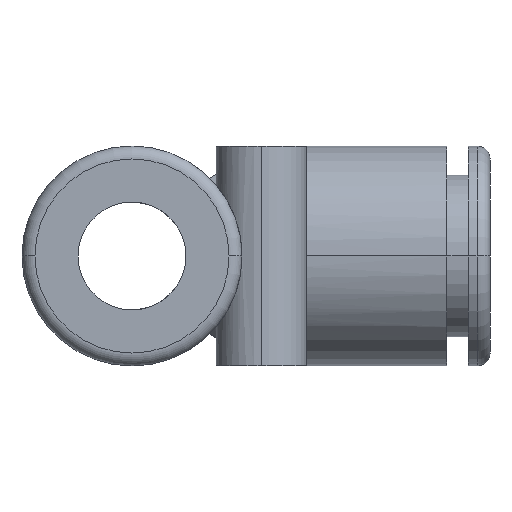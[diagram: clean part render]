
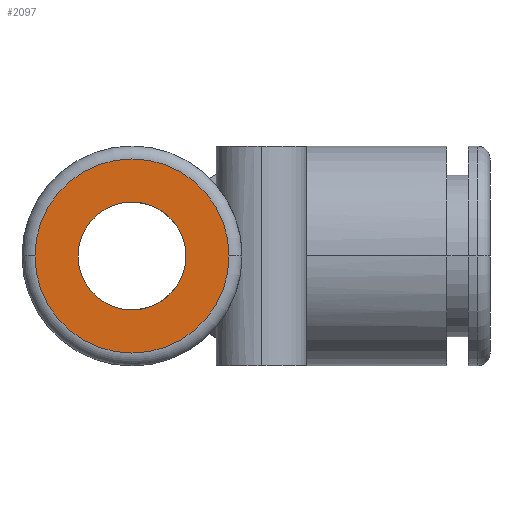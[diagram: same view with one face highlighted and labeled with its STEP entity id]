
A CAD part, left-side view. The second image highlights one B-rep face of the part: STEP entity #2097.
In plain terms, the highlighted planar face has unit normal (-1, 0, 0).
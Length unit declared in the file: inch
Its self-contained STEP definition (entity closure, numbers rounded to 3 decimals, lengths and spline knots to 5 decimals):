
#960=CARTESIAN_POINT('',(-0.83,0.,0.));
#961=DIRECTION('',(-1.,0.,0.));
#962=DIRECTION('',(0.,1.,0.));
#963=AXIS2_PLACEMENT_3D('',#960,#961,#962);
#975=CARTESIAN_POINT('',(-0.83,0.,0.));
#976=DIRECTION('',(-1.,0.,0.));
#977=DIRECTION('',(0.,-1.,0.));
#978=AXIS2_PLACEMENT_3D('',#975,#976,#977);
#980=CARTESIAN_POINT('',(-0.83,0.,0.));
#981=DIRECTION('',(-1.,0.,0.));
#982=DIRECTION('',(0.,1.,0.));
#983=AXIS2_PLACEMENT_3D('',#980,#981,#982);
#985=CARTESIAN_POINT('',(-0.83,0.,0.));
#986=DIRECTION('',(-1.,0.,0.));
#987=DIRECTION('',(0.,-1.,0.));
#988=AXIS2_PLACEMENT_3D('',#985,#986,#987);
#1181=CARTESIAN_POINT('',(-0.83,-0.125,0.));
#1182=CARTESIAN_POINT('',(-0.83,0.125,0.));
#1183=VERTEX_POINT('',#1181);
#1184=VERTEX_POINT('',#1182);
#1284=CARTESIAN_POINT('',(-0.83,-0.225,0.));
#1285=CARTESIAN_POINT('',(-0.83,0.225,0.));
#1286=VERTEX_POINT('',#1284);
#1287=VERTEX_POINT('',#1285);
#2083=CARTESIAN_POINT('',(-0.83,0.,0.));
#2084=DIRECTION('',(1.,0.,0.));
#2085=DIRECTION('',(0.,-1.,0.));
#2086=AXIS2_PLACEMENT_3D('',#2083,#2084,#2085);
#2087=PLANE('',#2086);
#2089=ORIENTED_EDGE('',*,*,#2088,.F.);
#2090=ORIENTED_EDGE('',*,*,#2073,.F.);
#2091=EDGE_LOOP('',(#2089,#2090));
#2092=FACE_OUTER_BOUND('',#2091,.F.);
#2093=ORIENTED_EDGE('',*,*,#1416,.T.);
#2094=ORIENTED_EDGE('',*,*,#1394,.T.);
#2095=EDGE_LOOP('',(#2093,#2094));
#2096=FACE_BOUND('',#2095,.F.);
#2097=ADVANCED_FACE('',(#2092,#2096),#2087,.F.);
#964=CIRCLE('',#963,0.225);
#979=CIRCLE('',#978,0.125);
#984=CIRCLE('',#983,0.125);
#989=CIRCLE('',#988,0.225);
#1394=EDGE_CURVE('',#1184,#1183,#984,.T.);
#1416=EDGE_CURVE('',#1183,#1184,#979,.T.);
#2073=EDGE_CURVE('',#1287,#1286,#964,.T.);
#2088=EDGE_CURVE('',#1286,#1287,#989,.T.);
